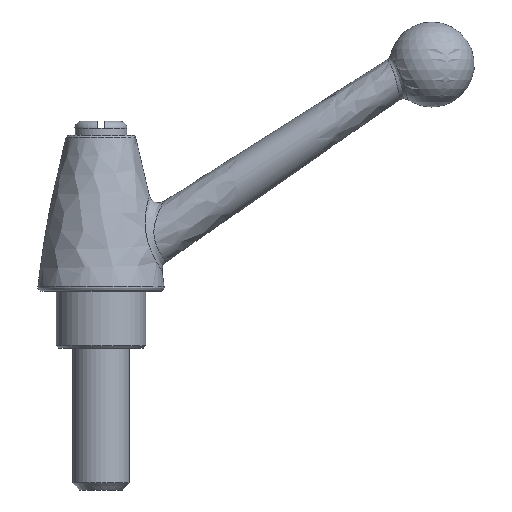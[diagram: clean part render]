
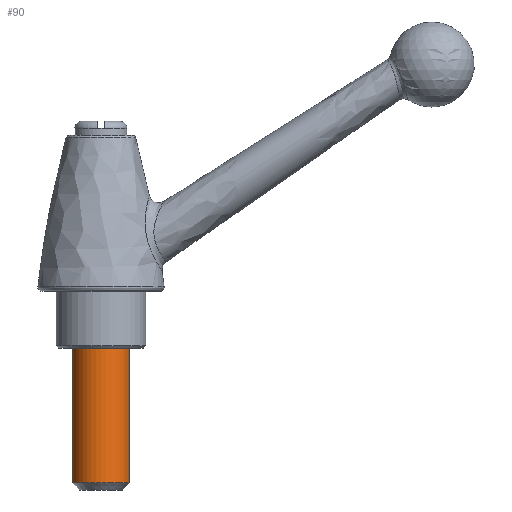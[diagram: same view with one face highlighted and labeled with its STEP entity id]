
A CAD part, front view. The second image highlights one B-rep face of the part: STEP entity #90.
In plain terms, the highlighted cylindrical face has radius 6 mm (diameter 12 mm), a full revolution.
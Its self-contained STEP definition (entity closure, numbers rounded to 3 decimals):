
#90 = ADVANCED_FACE( '', ( #192, #193 ), #194, .T. );
#192 = FACE_OUTER_BOUND( '', #2627, .T. );
#193 = FACE_OUTER_BOUND( '', #2628, .T. );
#194 = CYLINDRICAL_SURFACE( '', #2629, 6. );
#2627 = EDGE_LOOP( '', ( #5216 ) );
#2628 = EDGE_LOOP( '', ( #5217 ) );
#2629 = AXIS2_PLACEMENT_3D( '', #5218, #5219, #5220 );
#5216 = ORIENTED_EDGE( '', *, *, #5300, .T. );
#5217 = ORIENTED_EDGE( '', *, *, #5258, .T. );
#5218 = CARTESIAN_POINT( '', ( 0., 0., -42. ) );
#5219 = DIRECTION( '', ( 0., 0., -1. ) );
#5220 = DIRECTION( '', ( 0., -1., 0. ) );
#5258 = EDGE_CURVE( '', #5322, #5322, #5323, .F. );
#5300 = EDGE_CURVE( '', #5383, #5383, #5384, .F. );
#5322 = VERTEX_POINT( '', #6108 );
#5323 = CIRCLE( '', #6109, 6. );
#5383 = VERTEX_POINT( '', #7596 );
#5384 = CIRCLE( '', #7597, 6. );
#6108 = CARTESIAN_POINT( '', ( 0., -6., -12. ) );
#6109 = AXIS2_PLACEMENT_3D( '', #7612, #7613, #7614 );
#7596 = CARTESIAN_POINT( '', ( 0., 6., -40.5 ) );
#7597 = AXIS2_PLACEMENT_3D( '', #7652, #7653, #7654 );
#7612 = CARTESIAN_POINT( '', ( 0., 0., -12. ) );
#7613 = DIRECTION( '', ( 0., 0., 1. ) );
#7614 = DIRECTION( '', ( 0., -1., 0. ) );
#7652 = CARTESIAN_POINT( '', ( 0., 0., -40.5 ) );
#7653 = DIRECTION( '', ( 0., 0., -1. ) );
#7654 = DIRECTION( '', ( 0., 1., 0. ) );
